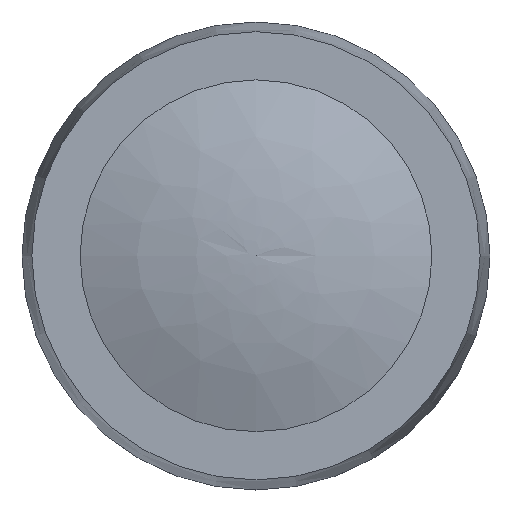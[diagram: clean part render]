
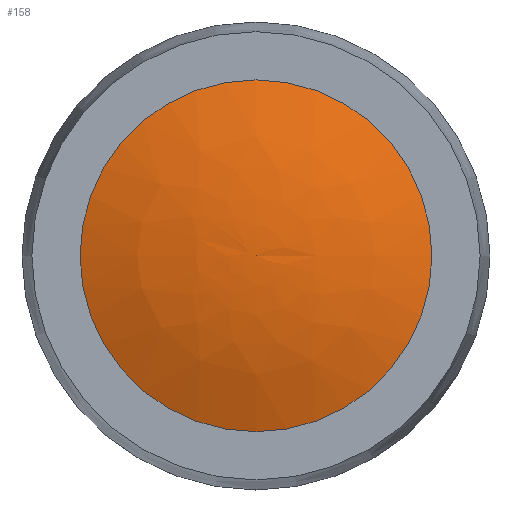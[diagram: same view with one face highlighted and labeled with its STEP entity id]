
A CAD part, top view. The second image highlights one B-rep face of the part: STEP entity #158.
In plain terms, the highlighted free-form (B-spline) face has degree [3, 3] with [4, 7] control points.
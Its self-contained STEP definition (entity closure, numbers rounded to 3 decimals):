
#158 = ADVANCED_FACE( '', ( #399, #400 ), #401, .T. );
#399 = FACE_BOUND( '', #766, .T. );
#400 = FACE_OUTER_BOUND( '', #767, .T. );
#401 = ( BOUNDED_SURFACE(  )B_SPLINE_SURFACE( 3, 3, ( ( #770, #771, #772, #773, #774, #775, #776 ), ( #777, #778, #779, #780, #781, #782, #783 ), ( #784, #785, #786, #787, #788, #789, #790 ), ( #791, #792, #793, #794, #795, #796, #797 ) ), .UNSPECIFIED., .F., .T., .F. )B_SPLINE_SURFACE_WITH_KNOTS( ( 4, 4 ), ( 4, 3, 4 ), ( 0., 6.283 ), ( 1.195, 1.384, 1.572 ), .UNSPECIFIED. )GEOMETRIC_REPRESENTATION_ITEM(  )RATIONAL_B_SPLINE_SURFACE( ( ( 1., 0.333, 0.333, 1., 0.333, 0.333, 1. ), ( 0.988, 0.329, 0.329, 0.988, 0.329, 0.329, 0.988 ), ( 0.988, 0.329, 0.329, 0.988, 0.329, 0.329, 0.988 ), ( 1., 0.333, 0.333, 1., 0.333, 0.333, 1. ) ) )REPRESENTATION_ITEM( '' )SURFACE(  ) );
#766 = VERTEX_LOOP( '', #1735 );
#767 = EDGE_LOOP( '', ( #1736 ) );
#770 = CARTESIAN_POINT( '', ( 0., 0., 18. ) );
#771 = CARTESIAN_POINT( '', ( 0., 0., 18. ) );
#772 = CARTESIAN_POINT( '', ( 0., 0., 18. ) );
#773 = CARTESIAN_POINT( '', ( 0., 0., 18. ) );
#774 = CARTESIAN_POINT( '', ( 0., 0., 18. ) );
#775 = CARTESIAN_POINT( '', ( 0., 0., 18. ) );
#776 = CARTESIAN_POINT( '', ( 0., 0., 18. ) );
#777 = CARTESIAN_POINT( '', ( 2.839, 0., 18.003 ) );
#778 = CARTESIAN_POINT( '', ( 2.839, 5.678, 18.003 ) );
#779 = CARTESIAN_POINT( '', ( -2.839, 5.678, 18.003 ) );
#780 = CARTESIAN_POINT( '', ( -2.839, 0., 18.003 ) );
#781 = CARTESIAN_POINT( '', ( -2.839, -5.678, 18.003 ) );
#782 = CARTESIAN_POINT( '', ( 2.839, -5.678, 18.003 ) );
#783 = CARTESIAN_POINT( '', ( 2.839, 0., 18.003 ) );
#784 = CARTESIAN_POINT( '', ( 5.628, 0., 17.474 ) );
#785 = CARTESIAN_POINT( '', ( 5.628, 11.257, 17.474 ) );
#786 = CARTESIAN_POINT( '', ( -5.628, 11.257, 17.474 ) );
#787 = CARTESIAN_POINT( '', ( -5.628, 0., 17.474 ) );
#788 = CARTESIAN_POINT( '', ( -5.628, -11.257, 17.474 ) );
#789 = CARTESIAN_POINT( '', ( 5.628, -11.257, 17.474 ) );
#790 = CARTESIAN_POINT( '', ( 5.628, 0., 17.474 ) );
#791 = CARTESIAN_POINT( '', ( 8.27, 0., 16.433 ) );
#792 = CARTESIAN_POINT( '', ( 8.27, 16.539, 16.433 ) );
#793 = CARTESIAN_POINT( '', ( -8.27, 16.539, 16.433 ) );
#794 = CARTESIAN_POINT( '', ( -8.27, 0., 16.433 ) );
#795 = CARTESIAN_POINT( '', ( -8.27, -16.539, 16.433 ) );
#796 = CARTESIAN_POINT( '', ( 8.27, -16.539, 16.433 ) );
#797 = CARTESIAN_POINT( '', ( 8.27, 0., 16.433 ) );
#1735 = VERTEX_POINT( '', #2498 );
#1736 = ORIENTED_EDGE( '', *, *, #2499, .T. );
#2498 = CARTESIAN_POINT( '', ( 0., 0., 18. ) );
#2499 = EDGE_CURVE( '', #2877, #2877, #2878, .T. );
#2877 = VERTEX_POINT( '', #3403 );
#2878 = CIRCLE( '', #3404, 8.27 );
#3403 = CARTESIAN_POINT( '', ( 8.27, 0., 16.433 ) );
#3404 = AXIS2_PLACEMENT_3D( '', #4291, #4292, #4293 );
#4291 = CARTESIAN_POINT( '', ( 0., 0., 16.433 ) );
#4292 = DIRECTION( '', ( 0., 0., 1. ) );
#4293 = DIRECTION( '', ( 1., 0., 0. ) );
